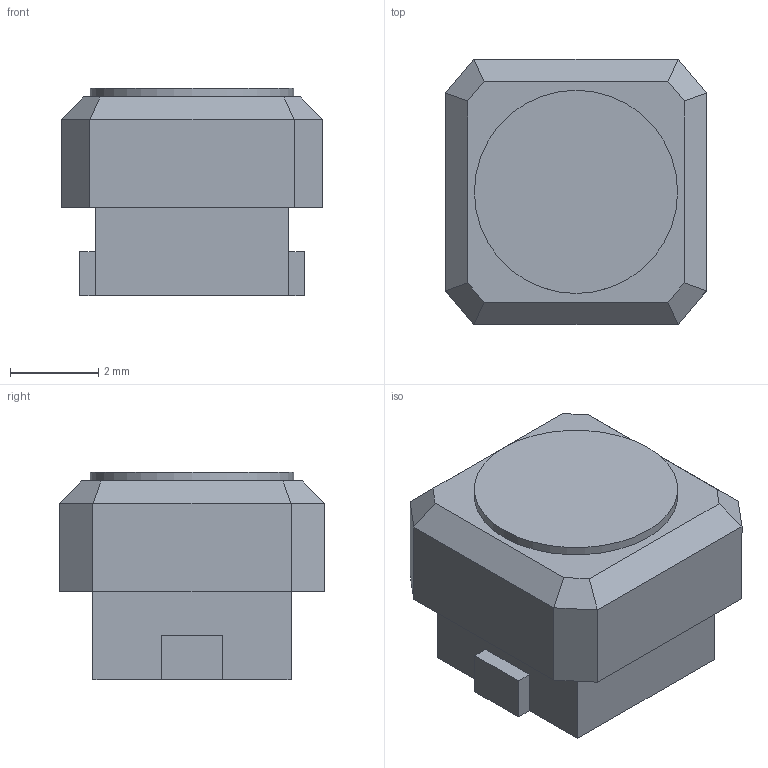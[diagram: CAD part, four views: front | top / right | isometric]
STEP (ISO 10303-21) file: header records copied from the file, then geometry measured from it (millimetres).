
FILE_DESCRIPTION( ( '' ), ' ' );
FILE_NAME( '5a97510f302a030feaa64ff2.step', '2018-03-01T01:02:08', ( '' ), ( '' ), ' ', ' ', ' ' );
FILE_SCHEMA( ( 'AUTOMOTIVE_DESIGN { 1 0 10303 214 1 1 1 1 }' ) );
Length unit declared in the file: metre
Products named in the file (1): SKPSACE010
Bounding box: 5.9 x 6 x 4.7 mm (x, y, z)
Volume: 127 mm3; surface area: 159.2 mm2
Topology: 1 solids, 1 shells, 33 faces, 79 edges, 50 vertices
Faces by surface type: plane 32, cylinder 1
Full cylindrical faces by diameter (mm): 4.6 x1
Entity records: 1206 total; most frequent: CARTESIAN_POINT 162, ORIENTED_EDGE 156, DIRECTION 148, EDGE_CURVE 78, LINE 76, VECTOR 76, VERTEX_POINT 50, AXIS2_PLACEMENT_3D 36
